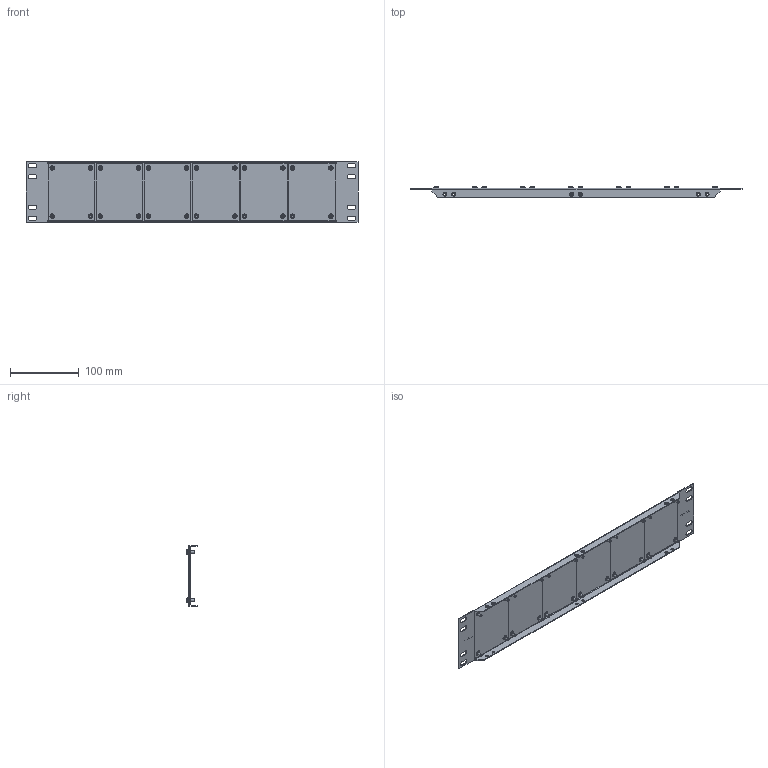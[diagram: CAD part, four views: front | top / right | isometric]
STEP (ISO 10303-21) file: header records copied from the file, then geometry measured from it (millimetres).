
FILE_DESCRIPTION (( 'STEP AP214' ), '1' );
FILE_NAME ('UPR-A-KIT.STEP', '2017-05-26T20:53:44', ( 'L-Com' ), ( 'L-Com Global Connectivity' ), 'SwSTEP 2.0', 'SolidWorks 2014', '' );
FILE_SCHEMA (( 'AUTOMOTIVE_DESIGN' ));
Length unit declared in the file: inch
Products named in the file (5): UPR-A-KIT; UPR35-6B-MA1; USP; Pan head phillips_6-32 x .375 PAN HEAD SCREW; USP-P_with screws
Assembly tree (12 placements, depth 3):
  UPR-A-KIT
    UPR35-6B-MA1
    USP-P_with screws  x6
      USP
      Pan head phillips_6-32 x .375 PAN HEAD SCREW
Bounding box: 482.6 x 14.78 x 88.39 mm (x, y, z)
Volume: 72231 mm3; surface area: 133003.6 mm2
Topology: 31 solids, 31 shells, 1238 faces, 3188 edges, 2072 vertices
Faces by surface type: plane 594, cylinder 236, cone 216, torus 144, bspline 48
Entity records: 17143 total; most frequent: CARTESIAN_POINT 2980, ORIENTED_EDGE 2320, DIRECTION 2182, EDGE_CURVE 1160, VERTEX_POINT 764, AXIS2_PLACEMENT_3D 734, VECTOR 714, LINE 714
